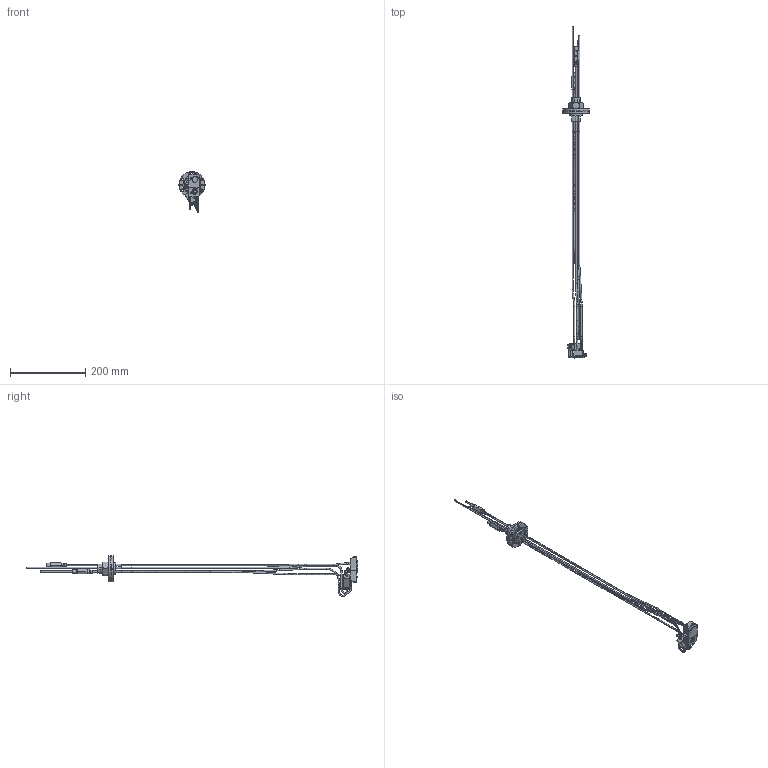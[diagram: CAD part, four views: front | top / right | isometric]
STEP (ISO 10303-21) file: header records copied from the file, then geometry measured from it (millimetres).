
FILE_DESCRIPTION(/* description */ ('Cool Drawer Standard Dual Sensor (CDD-BF47)'),/* implementation_level */ '2;1');
FILE_NAME(/* name */ 'CDD-BF47 - Cool Drawer Right Angle Dual Sensor (Outline Model rev.A).stp',/* time_stamp */ '2019-11-26T13:47:41-05:00',/* author */ ('Joel Plasencia'),/* organization */ ('INFICON'),/* preprocessor_version */ 'ST-DEVELOPER v16',/* originating_system */ 'SIEMENS PLM Software NX 10.0',/* authorisation */ 'Copyright© 2020 INFICON - ALL RIGHTS RESERVED');
FILE_SCHEMA (('AUTOMOTIVE_DESIGN { 1 0 10303 214 3 1 1 1 }'));
Products named in the file (1): CDD-BF47_A
Bounding box: 69.34 x 881.79 x 107.97 mm (x, y, z)
Volume: 146539.7 mm3; surface area: 113394.9 mm2
Topology: 24 solids, 31 shells, 2386 faces, 5553 edges, 3329 vertices
Faces by surface type: plane 1611, cylinder 568, cone 135, torus 21, bspline 19, revolution 14, extrusion 10, sphere 8
Full cylindrical faces by diameter (mm): 1.27 x1, 1.778 x2, 1.816 x1, 1.902 x1, 2.032 x2, 2.08 x1, 2.156 x1, 2.159 x14, 2.184 x1, 2.261 x6, 2.362 x2, 2.845 x9, 3.175 x22, 3.302 x4, 3.34 x5, 3.772 x1, 3.835 x2, 3.962 x5, 3.981 x2, 4.191 x3, 4.216 x1, 4.293 x1, 4.369 x1, 4.42 x1, 4.445 x4, 4.648 x1, 4.762 x5, 5.08 x2, 5.334 x1, 5.41 x1
Entity records: 69318 total; most frequent: CARTESIAN_POINT 14932, DIRECTION 11537, ORIENTED_EDGE 10454, EDGE_CURVE 5227, AXIS2_PLACEMENT_3D 4265, VERTEX_POINT 3272, VECTOR 2993, LINE 2983
